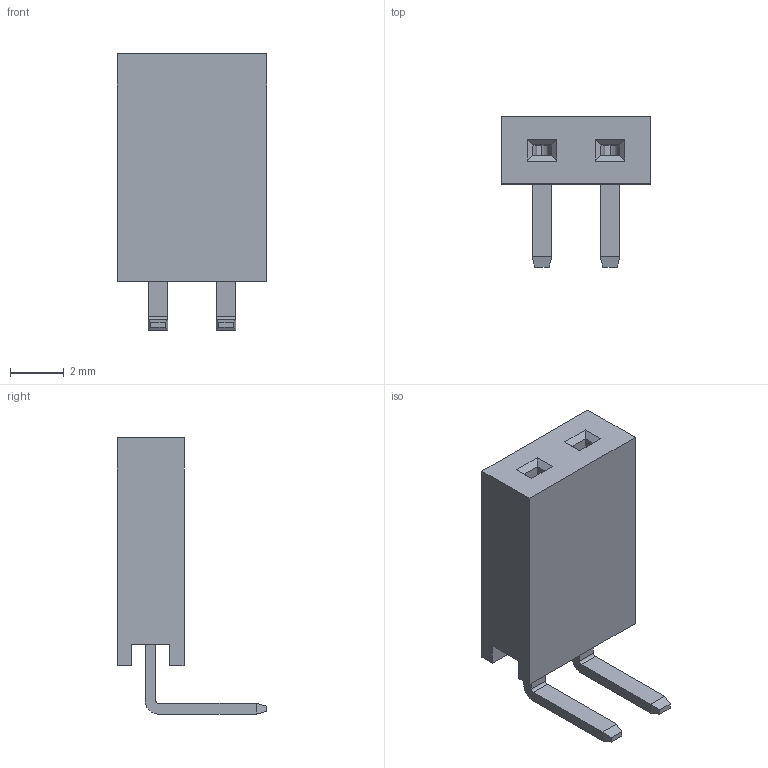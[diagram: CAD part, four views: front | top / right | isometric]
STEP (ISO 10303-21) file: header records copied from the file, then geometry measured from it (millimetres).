
FILE_DESCRIPTION( ( 'Unknown' ), '1' );
FILE_NAME( '613002143121.stp', 'Unknown', ( 'Unknown' ), ( 'Unknown' ), 'PSStep 14.0', 'Unknown', ' ' );
FILE_SCHEMA( ( 'AUTOMOTIVE_DESIGN { 1 0 10303 214 1 1 1 1 }' ) );
Length unit declared in the file: millimetre
Products named in the file (3): Assem1; 61300211821; 6130xx143121_PIN
Assembly tree (3 placements, depth 2):
  Assem1
    61300211821
    6130xx143121_PIN  x2
Bounding box: 5.58 x 5.59 x 10.3 mm (x, y, z)
Volume: 109.9 mm3; surface area: 318.9 mm2
Topology: 3 solids, 3 shells, 96 faces, 254 edges, 164 vertices
Faces by surface type: plane 84, cylinder 8, extrusion 4
Entity records: 2569 total; most frequent: CARTESIAN_POINT 380, ORIENTED_EDGE 342, DIRECTION 311, EDGE_CURVE 171, VECTOR 161, LINE 159, VERTEX_POINT 110, AXIS2_PLACEMENT_3D 75
